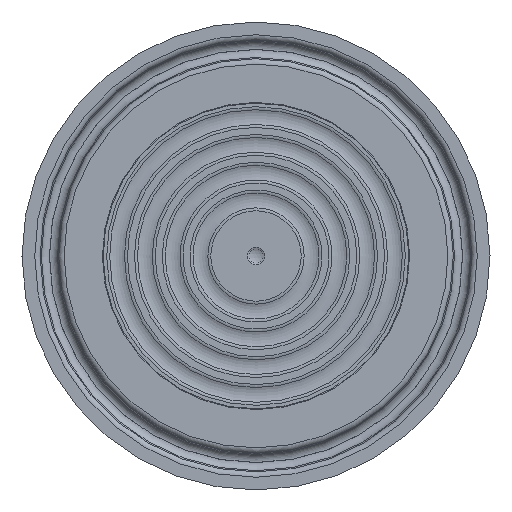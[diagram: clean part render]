
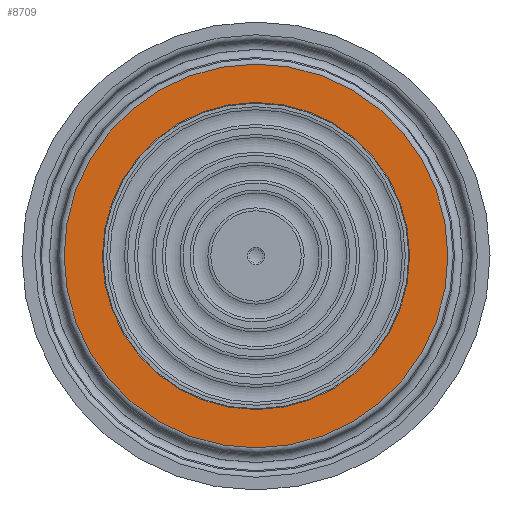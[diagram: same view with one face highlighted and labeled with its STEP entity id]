
A CAD part, left-side view. The second image highlights one B-rep face of the part: STEP entity #8709.
In plain terms, the highlighted planar face has unit normal (-1, 0, 0).
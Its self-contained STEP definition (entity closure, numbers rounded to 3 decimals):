
#1082=FACE_BOUND('',#2199,.T.);
#1143=PLANE('',#9240);
#1650=FACE_OUTER_BOUND('',#2198,.T.);
#2198=EDGE_LOOP('',(#7974));
#2199=EDGE_LOOP('',(#7975));
#3268=CIRCLE('',#9237,21.);
#3270=CIRCLE('',#9241,26.242);
#4139=VERTEX_POINT('',#27789);
#4141=VERTEX_POINT('',#27796);
#5428=EDGE_CURVE('',#4139,#4139,#3268,.T.);
#5431=EDGE_CURVE('',#4141,#4141,#3270,.T.);
#7974=ORIENTED_EDGE('',*,*,#5431,.F.);
#7975=ORIENTED_EDGE('',*,*,#5428,.T.);
#8709=ADVANCED_FACE('',(#1650,#1082),#1143,.T.);
#9237=AXIS2_PLACEMENT_3D('',#27790,#10564,#10565);
#9240=AXIS2_PLACEMENT_3D('',#27795,#10571,#10572);
#9241=AXIS2_PLACEMENT_3D('',#27797,#10573,#10574);
#10564=DIRECTION('center_axis',(1.,0.,0.));
#10565=DIRECTION('ref_axis',(0.,1.,0.));
#10571=DIRECTION('center_axis',(-1.,0.,0.));
#10572=DIRECTION('ref_axis',(0.,0.,1.));
#10573=DIRECTION('center_axis',(1.,0.,0.));
#10574=DIRECTION('ref_axis',(0.,0.,-1.));
#27789=CARTESIAN_POINT('',(0.,-21.,0.));
#27790=CARTESIAN_POINT('Origin',(0.,0.,
0.));
#27795=CARTESIAN_POINT('Origin',(0.,26.242,
0.));
#27796=CARTESIAN_POINT('',(0.,0.,
26.242));
#27797=CARTESIAN_POINT('Origin',(0.,0.,
0.));
